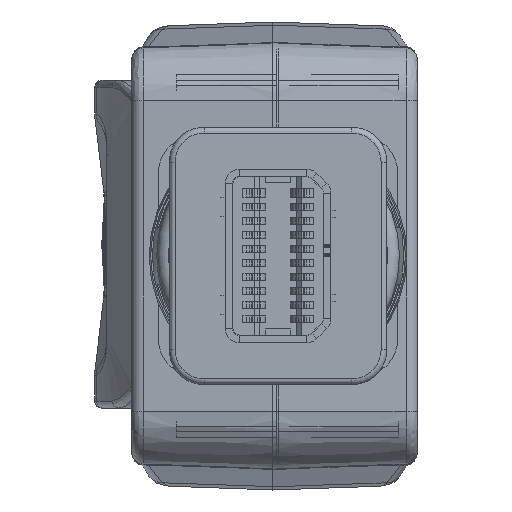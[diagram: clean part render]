
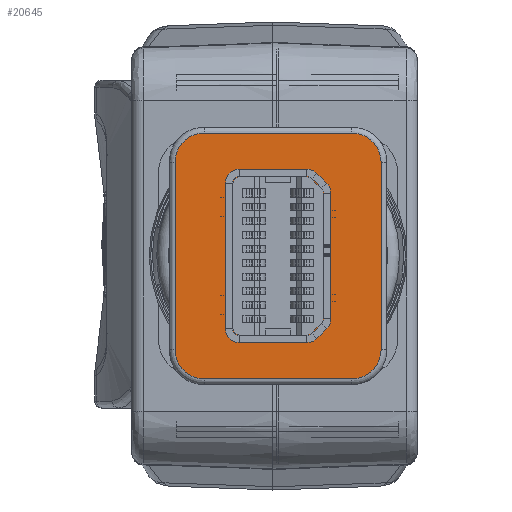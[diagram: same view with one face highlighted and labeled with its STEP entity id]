
A CAD part, left-side view. The second image highlights one B-rep face of the part: STEP entity #20645.
In plain terms, the highlighted face is planar.
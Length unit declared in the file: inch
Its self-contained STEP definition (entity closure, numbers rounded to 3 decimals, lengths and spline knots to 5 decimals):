
#8307 = DIRECTION ( 'NONE',  ( 0., 1., 0. ) ) ;
#8958 = AXIS2_PLACEMENT_3D ( 'NONE', #108462, #95933, #106537 ) ;
#9822 = CARTESIAN_POINT ( 'NONE',  ( 0.3563, 0.17126, -0.20669 ) ) ;
#11157 = EDGE_CURVE ( 'NONE', #73723, #134046, #18169, .T. ) ;
#13575 = DIRECTION ( 'NONE',  ( 0., 0., 1. ) ) ;
#15277 = CARTESIAN_POINT ( 'NONE',  ( 0.3563, -0.17323, -0.15748 ) ) ;
#17877 = DIRECTION ( 'NONE',  ( 0., 0., 1. ) ) ;
#18123 = VERTEX_POINT ( 'NONE', #55358 ) ;
#18169 = CIRCLE ( 'NONE', #51963, 0.04921 ) ;
#18390 = LINE ( 'NONE', #106576, #86809 ) ;
#20645 = ADVANCED_FACE ( 'NONE', ( #107872 ), #82440, .F. ) ;
#24348 = EDGE_CURVE ( 'NONE', #131161, #18123, #136508, .T. ) ;
#28228 = CARTESIAN_POINT ( 'NONE',  ( 0.3563, -0.17323, 0.15748 ) ) ;
#29128 = DIRECTION ( 'NONE',  ( 1., 0., 0. ) ) ;
#31696 = EDGE_LOOP ( 'NONE', ( #54926, #118048, #84177, #88165, #143108, #112064, #113348, #132635 ) ) ;
#32283 = LINE ( 'NONE', #120344, #89883 ) ;
#34895 = EDGE_CURVE ( 'NONE', #134046, #40378, #18390, .T. ) ;
#37020 = EDGE_CURVE ( 'NONE', #56370, #143259, #32283, .T. ) ;
#37428 = CARTESIAN_POINT ( 'NONE',  ( 0.3563, 0.12402, -0.20669 ) ) ;
#40378 = VERTEX_POINT ( 'NONE', #101909 ) ;
#46710 = CARTESIAN_POINT ( 'NONE',  ( 0.3563, 0.17126, 0.21654 ) ) ;
#51963 = AXIS2_PLACEMENT_3D ( 'NONE', #87913, #29128, #109560 ) ;
#52511 = CARTESIAN_POINT ( 'NONE',  ( 0.3563, 0.12402, 0.15748 ) ) ;
#53329 = DIRECTION ( 'NONE',  ( 0., 0., -1. ) ) ;
#54926 = ORIENTED_EDGE ( 'NONE', *, *, #34895, .T. ) ;
#55358 = CARTESIAN_POINT ( 'NONE',  ( 0.3563, -0.12402, 0.20669 ) ) ;
#56370 = VERTEX_POINT ( 'NONE', #28228 ) ;
#57786 = DIRECTION ( 'NONE',  ( 0., 0., 1. ) ) ;
#62659 = CIRCLE ( 'NONE', #8958, 0.04921 ) ;
#66750 = CARTESIAN_POINT ( 'NONE',  ( 0.3563, 0.17126, 0.20669 ) ) ;
#70844 = AXIS2_PLACEMENT_3D ( 'NONE', #137322, #79997, #57786 ) ;
#73723 = VERTEX_POINT ( 'NONE', #37428 ) ;
#75603 = AXIS2_PLACEMENT_3D ( 'NONE', #46710, #127705, #13575 ) ;
#79997 = DIRECTION ( 'NONE',  ( 1., 0., 0. ) ) ;
#81088 = EDGE_CURVE ( 'NONE', #92464, #73723, #99292, .T. ) ;
#82440 = PLANE ( 'NONE',  #75603 ) ;
#84177 = ORIENTED_EDGE ( 'NONE', *, *, #24348, .T. ) ;
#86809 = VECTOR ( 'NONE', #117121, 39.37008 ) ;
#87913 = CARTESIAN_POINT ( 'NONE',  ( 0.3563, 0.12402, -0.15748 ) ) ;
#88165 = ORIENTED_EDGE ( 'NONE', *, *, #104906, .T. ) ;
#89883 = VECTOR ( 'NONE', #53329, 39.37008 ) ;
#90067 = CARTESIAN_POINT ( 'NONE',  ( 0.3563, 0.12402, 0.20669 ) ) ;
#92464 = VERTEX_POINT ( 'NONE', #100317 ) ;
#95933 = DIRECTION ( 'NONE',  ( 1., 0., 0. ) ) ;
#97161 = CIRCLE ( 'NONE', #70844, 0.04921 ) ;
#99292 = LINE ( 'NONE', #9822, #138834 ) ;
#99853 = DIRECTION ( 'NONE',  ( 1., 0., 0. ) ) ;
#100317 = CARTESIAN_POINT ( 'NONE',  ( 0.3563, -0.12402, -0.20669 ) ) ;
#101909 = CARTESIAN_POINT ( 'NONE',  ( 0.3563, 0.17323, 0.15748 ) ) ;
#103394 = AXIS2_PLACEMENT_3D ( 'NONE', #52511, #99853, #17877 ) ;
#104752 = CARTESIAN_POINT ( 'NONE',  ( 0.3563, 0.17323, -0.15748 ) ) ;
#104906 = EDGE_CURVE ( 'NONE', #18123, #56370, #97161, .T. ) ;
#106537 = DIRECTION ( 'NONE',  ( 0., 0., 1. ) ) ;
#106576 = CARTESIAN_POINT ( 'NONE',  ( 0.3563, 0.17323, 0.21654 ) ) ;
#107872 = FACE_OUTER_BOUND ( 'NONE', #31696, .T. ) ;
#108462 = CARTESIAN_POINT ( 'NONE',  ( 0.3563, -0.12402, -0.15748 ) ) ;
#109560 = DIRECTION ( 'NONE',  ( 0., 0., 1. ) ) ;
#112064 = ORIENTED_EDGE ( 'NONE', *, *, #129291, .T. ) ;
#113348 = ORIENTED_EDGE ( 'NONE', *, *, #81088, .T. ) ;
#114556 = DIRECTION ( 'NONE',  ( 0., -1., 0. ) ) ;
#116372 = CIRCLE ( 'NONE', #103394, 0.04921 ) ;
#117121 = DIRECTION ( 'NONE',  ( 0., 0., 1. ) ) ;
#118048 = ORIENTED_EDGE ( 'NONE', *, *, #136414, .T. ) ;
#120344 = CARTESIAN_POINT ( 'NONE',  ( 0.3563, -0.17323, 0.21654 ) ) ;
#127705 = DIRECTION ( 'NONE',  ( -1., 0., 0. ) ) ;
#129291 = EDGE_CURVE ( 'NONE', #143259, #92464, #62659, .T. ) ;
#131161 = VERTEX_POINT ( 'NONE', #90067 ) ;
#132635 = ORIENTED_EDGE ( 'NONE', *, *, #11157, .T. ) ;
#134046 = VERTEX_POINT ( 'NONE', #104752 ) ;
#136414 = EDGE_CURVE ( 'NONE', #40378, #131161, #116372, .T. ) ;
#136508 = LINE ( 'NONE', #66750, #143725 ) ;
#137322 = CARTESIAN_POINT ( 'NONE',  ( 0.3563, -0.12402, 0.15748 ) ) ;
#138834 = VECTOR ( 'NONE', #8307, 39.37008 ) ;
#143108 = ORIENTED_EDGE ( 'NONE', *, *, #37020, .T. ) ;
#143259 = VERTEX_POINT ( 'NONE', #15277 ) ;
#143725 = VECTOR ( 'NONE', #114556, 39.37008 ) ;
